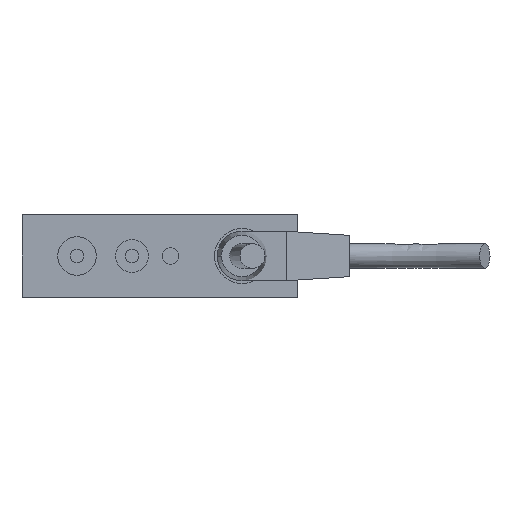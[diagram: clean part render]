
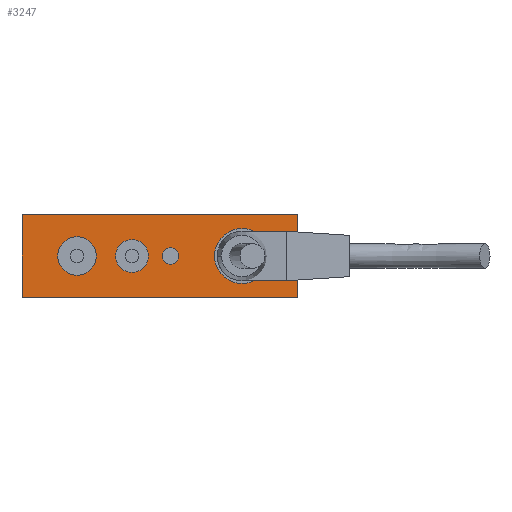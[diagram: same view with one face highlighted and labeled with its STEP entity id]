
A CAD part, left-side view. The second image highlights one B-rep face of the part: STEP entity #3247.
In plain terms, the highlighted planar face has unit normal (-1, 0, 0).
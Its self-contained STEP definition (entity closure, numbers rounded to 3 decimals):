
#216=CARTESIAN_POINT('',(-2.88,-24.293,6.5));
#217=VERTEX_POINT('',#216);
#233=CARTESIAN_POINT('',(-2.88,-24.293,8.5));
#234=VERTEX_POINT('',#233);
#241=CARTESIAN_POINT('',(-2.88,-24.293,7.5));
#242=DIRECTION('',(1.0,0.0,0.0));
#243=DIRECTION('',(0.0,0.0,-1.0));
#244=AXIS2_PLACEMENT_3D('',#241,#242,#243);
#245=CIRCLE('',#244,1.);
#246=EDGE_CURVE('',#217,#234,#245,.T.);
#484=CARTESIAN_POINT('',(-2.88,5.707,4.));
#485=VERTEX_POINT('',#484);
#501=CARTESIAN_POINT('',(-2.88,5.707,11.0));
#502=VERTEX_POINT('',#501);
#509=CARTESIAN_POINT('',(-2.88,5.707,7.5));
#510=DIRECTION('',(1.0,0.0,0.0));
#511=DIRECTION('',(0.0,0.0,-1.0));
#512=AXIS2_PLACEMENT_3D('',#509,#510,#511);
#513=CIRCLE('',#512,3.5);
#514=EDGE_CURVE('',#485,#502,#513,.T.);
#568=CARTESIAN_POINT('',(-2.88,-4.293,4.5));
#569=VERTEX_POINT('',#568);
#585=CARTESIAN_POINT('',(-2.88,-4.293,10.5));
#586=VERTEX_POINT('',#585);
#593=CARTESIAN_POINT('',(-2.88,-4.293,7.5));
#594=DIRECTION('',(1.0,0.0,0.0));
#595=DIRECTION('',(0.0,0.0,-1.0));
#596=AXIS2_PLACEMENT_3D('',#593,#594,#595);
#597=CIRCLE('',#596,3.);
#598=EDGE_CURVE('',#569,#586,#597,.T.);
#652=CARTESIAN_POINT('',(-2.88,-11.293,6.0));
#653=VERTEX_POINT('',#652);
#669=CARTESIAN_POINT('',(-2.88,-11.293,9.0));
#670=VERTEX_POINT('',#669);
#677=CARTESIAN_POINT('',(-2.88,-11.293,7.5));
#678=DIRECTION('',(1.0,0.0,0.0));
#679=DIRECTION('',(0.0,0.0,-1.0));
#680=AXIS2_PLACEMENT_3D('',#677,#678,#679);
#681=CIRCLE('',#680,1.5);
#682=EDGE_CURVE('',#653,#670,#681,.T.);
#3090=CARTESIAN_POINT('',(-2.88,-11.293,7.5));
#3091=DIRECTION('',(1.0,0.0,0.0));
#3092=DIRECTION('',(0.0,0.0,-1.0));
#3093=AXIS2_PLACEMENT_3D('',#3090,#3091,#3092);
#3094=CIRCLE('',#3093,1.5);
#3095=EDGE_CURVE('',#670,#653,#3094,.T.);
#3148=CARTESIAN_POINT('',(-2.88,-4.293,7.5));
#3149=DIRECTION('',(1.0,0.0,0.0));
#3150=DIRECTION('',(0.0,0.0,-1.0));
#3151=AXIS2_PLACEMENT_3D('',#3148,#3149,#3150);
#3152=CIRCLE('',#3151,3.);
#3153=EDGE_CURVE('',#586,#569,#3152,.T.);
#3180=CARTESIAN_POINT('',(-2.88,-34.293,0.0));
#3181=DIRECTION('',(-1.0,0.0,0.0));
#3182=DIRECTION('',(0.0,0.0,1.0));
#3183=AXIS2_PLACEMENT_3D('',#3180,#3181,#3182);
#3184=PLANE('',#3183);
#3185=CARTESIAN_POINT('',(-2.88,-34.293,15.0));
#3186=VERTEX_POINT('',#3185);
#3187=CARTESIAN_POINT('',(-2.88,15.707,15.0));
#3188=VERTEX_POINT('',#3187);
#3189=CARTESIAN_POINT('',(-2.88,-34.293,15.0));
#3190=DIRECTION('',(0.0,1.0,0.0));
#3191=VECTOR('',#3190,50.0);
#3192=LINE('',#3189,#3191);
#3193=EDGE_CURVE('',#3186,#3188,#3192,.T.);
#3194=ORIENTED_EDGE('',*,*,#3193,.T.);
#3195=CARTESIAN_POINT('',(-2.88,15.707,0.0));
#3196=VERTEX_POINT('',#3195);
#3197=CARTESIAN_POINT('',(-2.88,15.707,0.0));
#3198=DIRECTION('',(0.0,0.0,1.0));
#3199=VECTOR('',#3198,15.0);
#3200=LINE('',#3197,#3199);
#3201=EDGE_CURVE('',#3196,#3188,#3200,.T.);
#3202=ORIENTED_EDGE('',*,*,#3201,.F.);
#3203=CARTESIAN_POINT('',(-2.88,-34.293,0.0));
#3204=VERTEX_POINT('',#3203);
#3205=CARTESIAN_POINT('',(-2.88,-34.293,0.0));
#3206=DIRECTION('',(0.0,1.0,0.0));
#3207=VECTOR('',#3206,50.0);
#3208=LINE('',#3205,#3207);
#3209=EDGE_CURVE('',#3204,#3196,#3208,.T.);
#3210=ORIENTED_EDGE('',*,*,#3209,.F.);
#3211=CARTESIAN_POINT('',(-2.88,-34.293,0.0));
#3212=DIRECTION('',(0.0,0.0,1.0));
#3213=VECTOR('',#3212,15.0);
#3214=LINE('',#3211,#3213);
#3215=EDGE_CURVE('',#3204,#3186,#3214,.T.);
#3216=ORIENTED_EDGE('',*,*,#3215,.T.);
#3217=EDGE_LOOP('',(#3194,#3202,#3210,#3216));
#3218=FACE_OUTER_BOUND('',#3217,.T.);
#3219=ORIENTED_EDGE('',*,*,#3095,.T.);
#3220=ORIENTED_EDGE('',*,*,#682,.T.);
#3221=EDGE_LOOP('',(#3219,#3220));
#3222=FACE_BOUND('',#3221,.T.);
#3223=CARTESIAN_POINT('',(-2.88,-24.293,7.5));
#3224=DIRECTION('',(1.0,0.0,0.0));
#3225=DIRECTION('',(0.0,0.0,-1.0));
#3226=AXIS2_PLACEMENT_3D('',#3223,#3224,#3225);
#3227=CIRCLE('',#3226,1.);
#3228=EDGE_CURVE('',#234,#217,#3227,.T.);
#3229=ORIENTED_EDGE('',*,*,#3228,.T.);
#3230=ORIENTED_EDGE('',*,*,#246,.T.);
#3231=EDGE_LOOP('',(#3229,#3230));
#3232=FACE_BOUND('',#3231,.T.);
#3233=CARTESIAN_POINT('',(-2.88,5.707,7.5));
#3234=DIRECTION('',(1.0,0.0,0.0));
#3235=DIRECTION('',(0.0,0.0,-1.0));
#3236=AXIS2_PLACEMENT_3D('',#3233,#3234,#3235);
#3237=CIRCLE('',#3236,3.5);
#3238=EDGE_CURVE('',#502,#485,#3237,.T.);
#3239=ORIENTED_EDGE('',*,*,#3238,.T.);
#3240=ORIENTED_EDGE('',*,*,#514,.T.);
#3241=EDGE_LOOP('',(#3239,#3240));
#3242=FACE_BOUND('',#3241,.T.);
#3243=ORIENTED_EDGE('',*,*,#3153,.T.);
#3244=ORIENTED_EDGE('',*,*,#598,.T.);
#3245=EDGE_LOOP('',(#3243,#3244));
#3246=FACE_BOUND('',#3245,.T.);
#3247=ADVANCED_FACE('',(#3218,#3222,#3232,#3242,#3246),#3184,.T.);
